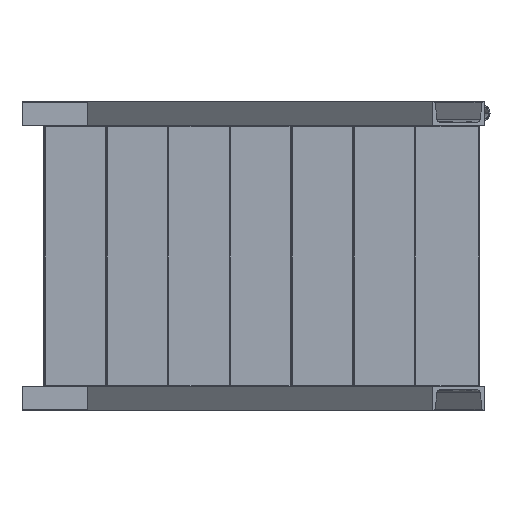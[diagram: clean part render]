
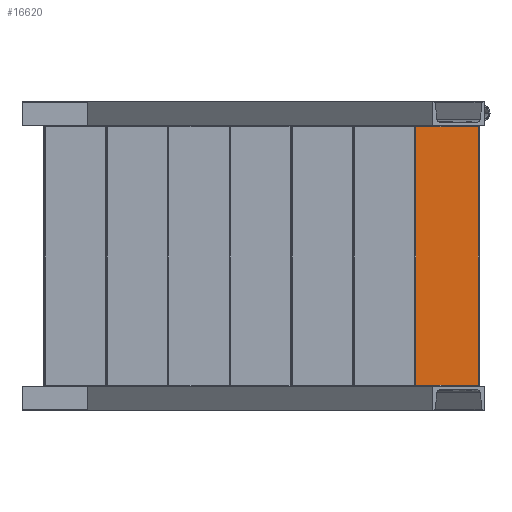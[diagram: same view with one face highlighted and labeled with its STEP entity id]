
A CAD part, front view. The second image highlights one B-rep face of the part: STEP entity #16620.
In plain terms, the highlighted free-form (B-spline) face has degree [1, 1] with [2, 2] control points.
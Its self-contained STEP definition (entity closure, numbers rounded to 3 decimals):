
#16582 = VERTEX_POINT('',#16583);
#16583 = CARTESIAN_POINT('',(1018.606,-959.885,
    -673.591));
#16620 = ADVANCED_FACE('',(#16621),#16649,.F.);
#16621 = FACE_BOUND('',#16622,.T.);
#16622 = EDGE_LOOP('',(#16623,#16630,#16637,#16644));
#16623 = ORIENTED_EDGE('',*,*,#16624,.F.);
#16624 = EDGE_CURVE('',#16625,#16582,#16627,.T.);
#16625 = VERTEX_POINT('',#16626);
#16626 = CARTESIAN_POINT('',(1180.087,-959.885,
    -673.591));
#16627 = B_SPLINE_CURVE_WITH_KNOTS('',1,(#16628,#16629),.UNSPECIFIED.,
  .F.,.F.,(2,2),(0.,143.),.PIECEWISE_BEZIER_KNOTS.);
#16628 = CARTESIAN_POINT('',(1180.087,-959.885,
    -673.591));
#16629 = CARTESIAN_POINT('',(1018.606,-959.885,
    -673.591));
#16630 = ORIENTED_EDGE('',*,*,#16631,.F.);
#16631 = EDGE_CURVE('',#16632,#16625,#16634,.T.);
#16632 = VERTEX_POINT('',#16633);
#16633 = CARTESIAN_POINT('',(1180.087,-959.885,
    -3.952));
#16634 = B_SPLINE_CURVE_WITH_KNOTS('',1,(#16635,#16636),.UNSPECIFIED.,
  .F.,.F.,(2,2),(158.742,751.742),
  .PIECEWISE_BEZIER_KNOTS.);
#16635 = CARTESIAN_POINT('',(1180.087,-959.885,
    -3.952));
#16636 = CARTESIAN_POINT('',(1180.087,-959.885,
    -673.591));
#16637 = ORIENTED_EDGE('',*,*,#16638,.F.);
#16638 = EDGE_CURVE('',#16639,#16632,#16641,.T.);
#16639 = VERTEX_POINT('',#16640);
#16640 = CARTESIAN_POINT('',(1018.606,-959.885,
    -3.952));
#16641 = B_SPLINE_CURVE_WITH_KNOTS('',1,(#16642,#16643),.UNSPECIFIED.,
  .F.,.F.,(2,2),(0.,143.),.PIECEWISE_BEZIER_KNOTS.);
#16642 = CARTESIAN_POINT('',(1018.606,-959.885,
    -3.952));
#16643 = CARTESIAN_POINT('',(1180.087,-959.885,
    -3.952));
#16644 = ORIENTED_EDGE('',*,*,#16645,.T.);
#16645 = EDGE_CURVE('',#16639,#16582,#16646,.T.);
#16646 = B_SPLINE_CURVE_WITH_KNOTS('',1,(#16647,#16648),.UNSPECIFIED.,
  .F.,.F.,(2,2),(158.742,751.742),
  .PIECEWISE_BEZIER_KNOTS.);
#16647 = CARTESIAN_POINT('',(1018.606,-959.885,
    -3.952));
#16648 = CARTESIAN_POINT('',(1018.606,-959.885,
    -673.591));
#16649 = B_SPLINE_SURFACE_WITH_KNOTS('',1,1,(
    (#16650,#16651)
    ,(#16652,#16653
    )),.UNSPECIFIED.,.F.,.F.,.F.,(2,2),(2,2),(-146.5,-3.5),(
    -751.742,-158.742),.PIECEWISE_BEZIER_KNOTS.);
#16650 = CARTESIAN_POINT('',(1180.087,-959.885,
    -673.591));
#16651 = CARTESIAN_POINT('',(1180.087,-959.885,
    -3.952));
#16652 = CARTESIAN_POINT('',(1018.606,-959.885,
    -673.591));
#16653 = CARTESIAN_POINT('',(1018.606,-959.885,
    -3.952));
